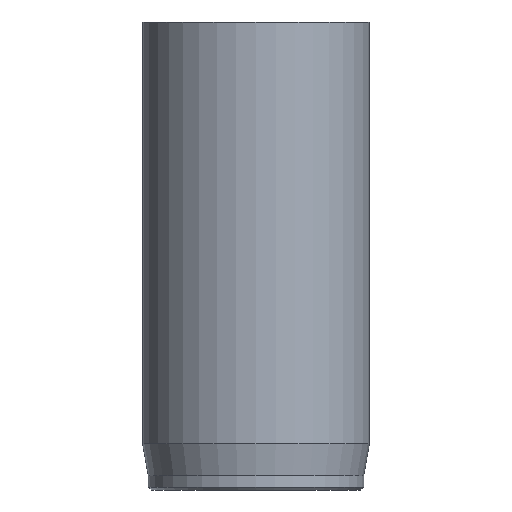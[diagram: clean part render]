
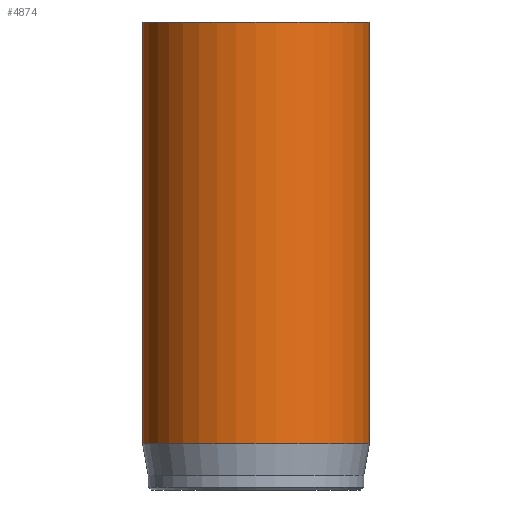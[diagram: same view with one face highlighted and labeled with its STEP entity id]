
A CAD part, front view. The second image highlights one B-rep face of the part: STEP entity #4874.
In plain terms, the highlighted cylindrical face has radius 8 mm (diameter 16 mm), a full revolution.
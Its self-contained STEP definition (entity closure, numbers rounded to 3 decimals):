
#32=CYLINDRICAL_SURFACE('',#5078,8.);
#48=CIRCLE('',#5045,8.);
#64=CIRCLE('',#5076,8.);
#65=CIRCLE('',#5077,8.);
#402=FACE_OUTER_BOUND('',#690,.T.);
#690=EDGE_LOOP('',(#4188,#4189,#4190,#4191,#4192));
#1035=LINE('',#8833,#1398);
#1398=VECTOR('',#5599,8.);
#2181=VERTEX_POINT('',#8772);
#2197=VERTEX_POINT('',#8827);
#2198=VERTEX_POINT('',#8828);
#2853=EDGE_CURVE('',#2181,#2181,#48,.T.);
#2877=EDGE_CURVE('',#2197,#2198,#64,.T.);
#2878=EDGE_CURVE('',#2198,#2197,#65,.T.);
#2880=EDGE_CURVE('',#2181,#2197,#1035,.T.);
#4188=ORIENTED_EDGE('',*,*,#2853,.T.);
#4189=ORIENTED_EDGE('',*,*,#2880,.T.);
#4190=ORIENTED_EDGE('',*,*,#2877,.T.);
#4191=ORIENTED_EDGE('',*,*,#2878,.T.);
#4192=ORIENTED_EDGE('',*,*,#2880,.F.);
#4874=ADVANCED_FACE('',(#402),#32,.T.);
#5045=AXIS2_PLACEMENT_3D('',#8773,#5522,#5523);
#5076=AXIS2_PLACEMENT_3D('',#8829,#5592,#5593);
#5077=AXIS2_PLACEMENT_3D('',#8830,#5594,#5595);
#5078=AXIS2_PLACEMENT_3D('',#8832,#5597,#5598);
#5522=DIRECTION('center_axis',(0.,0.,-1.));
#5523=DIRECTION('ref_axis',(-1.,0.,0.));
#5592=DIRECTION('center_axis',(0.,0.,1.));
#5593=DIRECTION('ref_axis',(-1.,0.,0.));
#5594=DIRECTION('center_axis',(0.,0.,1.));
#5595=DIRECTION('ref_axis',(-1.,0.,0.));
#5597=DIRECTION('center_axis',(0.,0.,1.));
#5598=DIRECTION('ref_axis',(-1.,0.,0.));
#5599=DIRECTION('',(0.,0.,-1.));
#8772=CARTESIAN_POINT('',(8.,0.,33.));
#8773=CARTESIAN_POINT('Origin',(0.,0.,33.));
#8827=CARTESIAN_POINT('',(8.,0.,3.269));
#8828=CARTESIAN_POINT('',(-8.,0.,3.269));
#8829=CARTESIAN_POINT('Origin',(0.,0.,3.269));
#8830=CARTESIAN_POINT('Origin',(0.,0.,3.269));
#8832=CARTESIAN_POINT('Origin',(0.,0.,0.));
#8833=CARTESIAN_POINT('',(8.,0.,0.));
